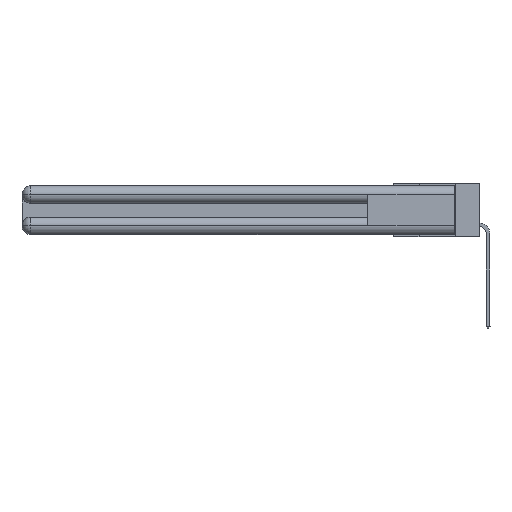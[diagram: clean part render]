
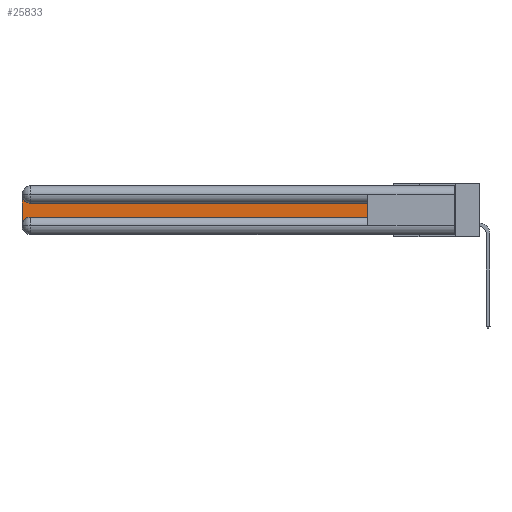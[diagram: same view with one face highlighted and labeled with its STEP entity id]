
A CAD part, left-side view. The second image highlights one B-rep face of the part: STEP entity #25833.
In plain terms, the highlighted planar face has unit normal (-1, 0, 0).
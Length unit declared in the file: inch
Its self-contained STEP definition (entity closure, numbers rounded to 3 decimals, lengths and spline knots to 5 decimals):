
#1208 = AXIS2_PLACEMENT_3D ( 'NONE', #1877, #5965, #1980 ) ;
#1223 = VERTEX_POINT ( 'NONE', #9192 ) ;
#1877 = CARTESIAN_POINT ( 'NONE',  ( 0.075, 2.94, -0.2775 ) ) ;
#1980 = DIRECTION ( 'NONE',  ( 0., 0., -1. ) ) ;
#2032 = CARTESIAN_POINT ( 'NONE',  ( 0.075, 2.94, -0.1225 ) ) ;
#2317 = VERTEX_POINT ( 'NONE', #14275 ) ;
#2660 = CARTESIAN_POINT ( 'NONE',  ( 0.075, 0.6, -0.1225 ) ) ;
#2715 = DIRECTION ( 'NONE',  ( 1., 0., 0. ) ) ;
#2814 = CIRCLE ( 'NONE', #1208, 0.06 ) ;
#3242 = VERTEX_POINT ( 'NONE', #2032 ) ;
#3598 = EDGE_LOOP ( 'NONE', ( #16893, #7394, #3891, #25086, #7320, #17870 ) ) ;
#3819 = EDGE_CURVE ( 'NONE', #16632, #2317, #15160, .T. ) ;
#3891 = ORIENTED_EDGE ( 'NONE', *, *, #15098, .T. ) ;
#4428 = VERTEX_POINT ( 'NONE', #4823 ) ;
#4492 = CARTESIAN_POINT ( 'NONE',  ( 0.075, 3., -0.1225 ) ) ;
#4520 = EDGE_CURVE ( 'NONE', #6035, #3242, #5778, .T. ) ;
#4522 = DIRECTION ( 'NONE',  ( 0., 0., -1. ) ) ;
#4609 = EDGE_CURVE ( 'NONE', #2317, #6035, #10597, .T. ) ;
#4823 = CARTESIAN_POINT ( 'NONE',  ( 0.075, 3., -0.2775 ) ) ;
#4834 = EDGE_CURVE ( 'NONE', #3242, #1223, #12171, .T. ) ;
#5778 = LINE ( 'NONE', #25203, #20242 ) ;
#5965 = DIRECTION ( 'NONE',  ( 1., 0., 0. ) ) ;
#6035 = VERTEX_POINT ( 'NONE', #2660 ) ;
#6972 = DIRECTION ( 'NONE',  ( 0., 1., 0. ) ) ;
#6977 = DIRECTION ( 'NONE',  ( 0., 0., -1. ) ) ;
#7320 = ORIENTED_EDGE ( 'NONE', *, *, #3819, .T. ) ;
#7394 = ORIENTED_EDGE ( 'NONE', *, *, #4834, .T. ) ;
#7534 = LINE ( 'NONE', #16956, #16563 ) ;
#8631 = DIRECTION ( 'NONE',  ( 0., 0., -1. ) ) ;
#8971 = DIRECTION ( 'NONE',  ( 0., -1., 0. ) ) ;
#9192 = CARTESIAN_POINT ( 'NONE',  ( 0.075, 3., -0.0625 ) ) ;
#10597 = LINE ( 'NONE', #24293, #18654 ) ;
#11063 = CARTESIAN_POINT ( 'NONE',  ( 0.075, 2.94, -0.0625 ) ) ;
#11939 = DIRECTION ( 'NONE',  ( 0., 0., 1. ) ) ;
#12171 = CIRCLE ( 'NONE', #16686, 0.06 ) ;
#12346 = CARTESIAN_POINT ( 'NONE',  ( 0.075, 2.94, -0.2175 ) ) ;
#14275 = CARTESIAN_POINT ( 'NONE',  ( 0.075, 0.6, -0.2175 ) ) ;
#15098 = EDGE_CURVE ( 'NONE', #1223, #4428, #7534, .T. ) ;
#15160 = LINE ( 'NONE', #15273, #24142 ) ;
#15273 = CARTESIAN_POINT ( 'NONE',  ( 0.075, 0.6, -0.2175 ) ) ;
#16196 = FACE_OUTER_BOUND ( 'NONE', #3598, .T. ) ;
#16563 = VECTOR ( 'NONE', #4522, 39.37008 ) ;
#16632 = VERTEX_POINT ( 'NONE', #12346 ) ;
#16686 = AXIS2_PLACEMENT_3D ( 'NONE', #11063, #2715, #6977 ) ;
#16893 = ORIENTED_EDGE ( 'NONE', *, *, #4520, .T. ) ;
#16956 = CARTESIAN_POINT ( 'NONE',  ( 0.075, 3., -0.2175 ) ) ;
#17870 = ORIENTED_EDGE ( 'NONE', *, *, #4609, .T. ) ;
#18654 = VECTOR ( 'NONE', #11939, 39.37008 ) ;
#18761 = PLANE ( 'NONE',  #26067 ) ;
#20242 = VECTOR ( 'NONE', #6972, 39.37008 ) ;
#20923 = DIRECTION ( 'NONE',  ( 1., 0., 0. ) ) ;
#22560 = EDGE_CURVE ( 'NONE', #4428, #16632, #2814, .T. ) ;
#24142 = VECTOR ( 'NONE', #8971, 39.37008 ) ;
#24293 = CARTESIAN_POINT ( 'NONE',  ( 0.075, 0.6, -0.2175 ) ) ;
#25086 = ORIENTED_EDGE ( 'NONE', *, *, #22560, .T. ) ;
#25203 = CARTESIAN_POINT ( 'NONE',  ( 0.075, 0.6, -0.1225 ) ) ;
#25833 = ADVANCED_FACE ( 'NONE', ( #16196 ), #18761, .F. ) ;
#26067 = AXIS2_PLACEMENT_3D ( 'NONE', #4492, #20923, #8631 ) ;
